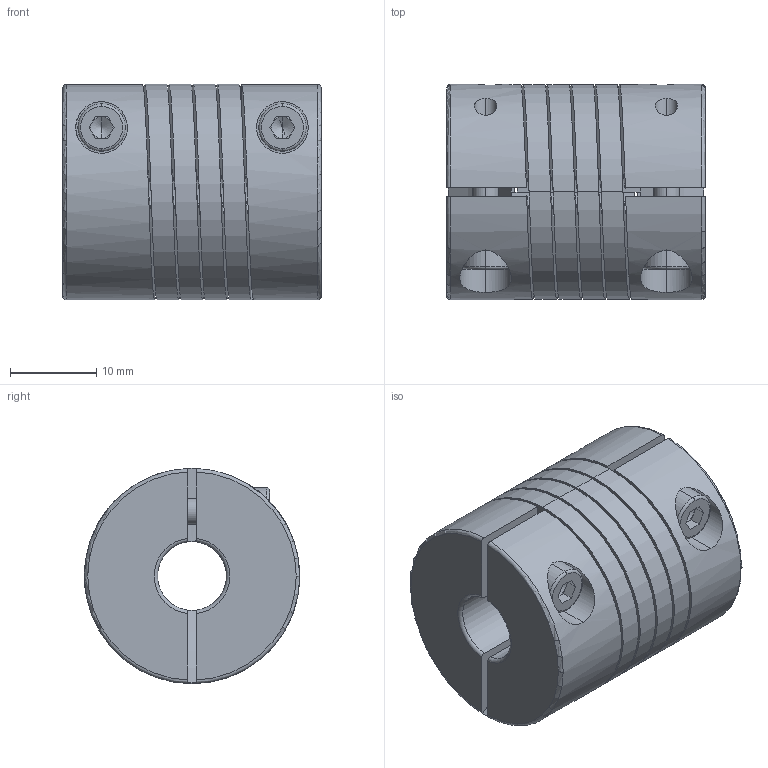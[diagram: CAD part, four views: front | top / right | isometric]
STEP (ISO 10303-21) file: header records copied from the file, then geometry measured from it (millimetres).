
FILE_DESCRIPTION (( 'STEP AP203' ), '1' );
FILE_NAME ('Rigid_coupler_pendulum_Default_sldprt.STEP', '2025-12-21T13:26:02', ( '' ), ( '' ), 'SwSTEP 2.0', 'SolidWorks 2024', '' );
FILE_SCHEMA (( 'CONFIG_CONTROL_DESIGN' ));
Length unit declared in the file: millimetre
Products named in the file (1): Rigid_coupler_pendulum_Default_sldprt
Bounding box: 30 x 25 x 25 mm (x, y, z)
Volume: 12165.9 mm3; surface area: 9463.7 mm2
Topology: 3 solids, 3 shells, 142 faces, 346 edges, 216 vertices
Faces by surface type: plane 62, cylinder 52, torus 16, cone 8, bspline 4
Entity records: 5627 total; most frequent: CARTESIAN_POINT 2373, ORIENTED_EDGE 684, DIRECTION 628, EDGE_CURVE 342, AXIS2_PLACEMENT_3D 231, VERTEX_POINT 216, VECTOR 166, LINE 166
